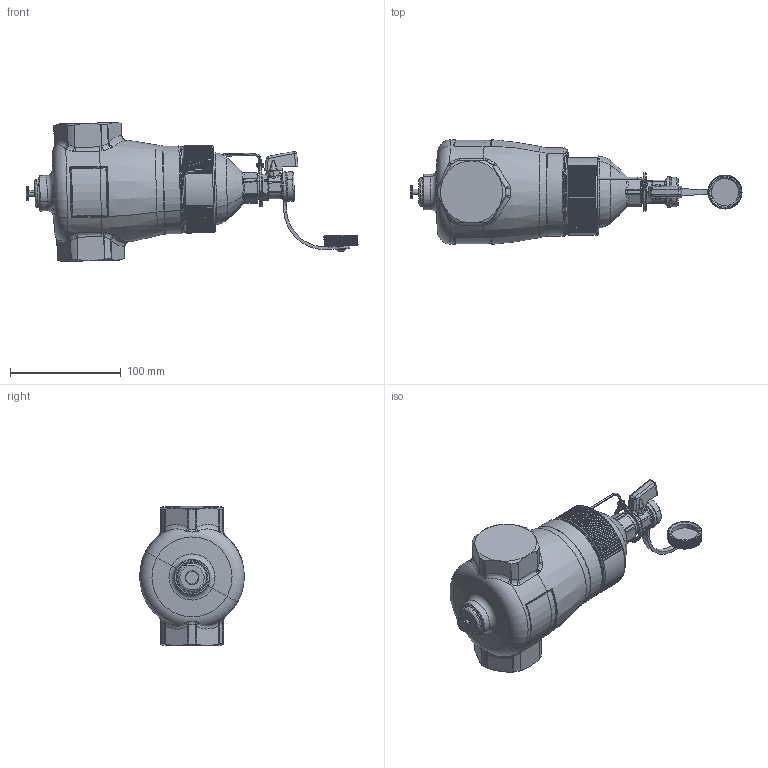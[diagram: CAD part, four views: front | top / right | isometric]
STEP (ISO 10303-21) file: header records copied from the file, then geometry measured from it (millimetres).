
FILE_DESCRIPTION(('CATIA V5 STEP Exchange','CAx-IF Rec.Pracs.--- Model Styling and Organization---1.5--- 2016-08-15','CAx-IF Rec.Pracs.---Supplemental Geometry---1.0---2011-11-01','CAx-IF Rec.Pracs.--- Composite Materials ---3.4---2017-06-13','CAx-IF Rec.Pracs.---Tessellated 3D Geometry---1.0---2015-12-17'),'2;1');
FILE_NAME('STEP_546307AM_-_TST.stp','2024-03-26T18:32:58+00:00',('none'),('none'),'CATIA Version 5-6 Release 2020 SP5','CATIA V5 STEP AP242 v2','none');
FILE_SCHEMA(('AP242_MANAGED_MODEL_BASED_3D_ENGINEERING_MIM_LF {1 0 10303 442 1 1 4}'));
Products named in the file (1): 546307AM - TST
Bounding box: 299.23 x 94.4 x 125.44 mm (x, y, z)
Volume: 1044344.4 mm3; surface area: 76436.1 mm2
Topology: 1 solids, 3 shells, 1592 faces, 4200 edges, 2605 vertices
Faces by surface type: cylinder 851, torus 265, plane 243, bspline 158, cone 54, revolution 11, sphere 10
Entity records: 59859 total; most frequent: CARTESIAN_POINT 26126, ORIENTED_EDGE 8364, EDGE_CURVE 4182, DIRECTION 3997, VERTEX_POINT 2605, AXIS2_PLACEMENT_3D 2294, B_SPLINE_CURVE_WITH_KNOTS 1625, EDGE_LOOP 1611
